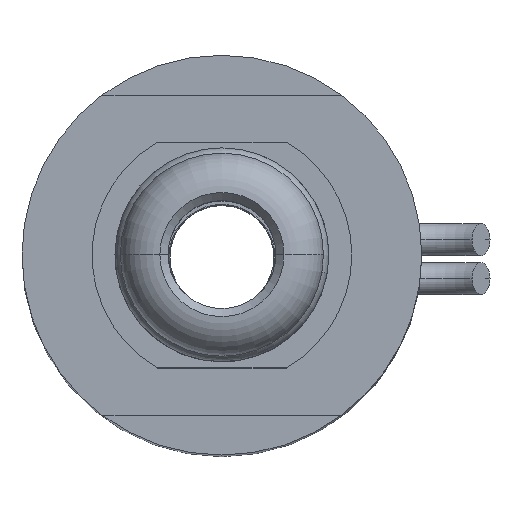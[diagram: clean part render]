
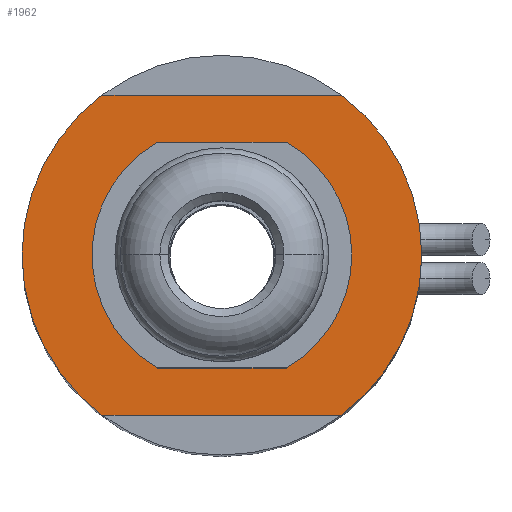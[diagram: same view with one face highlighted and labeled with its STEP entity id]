
A CAD part, top view. The second image highlights one B-rep face of the part: STEP entity #1962.
In plain terms, the highlighted planar face has unit normal (0, 0, 1).
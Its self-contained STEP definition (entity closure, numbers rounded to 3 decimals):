
#9 = ORIENTED_EDGE ( 'NONE', *, *, #1494, .T. ) ;
#59 = DIRECTION ( 'NONE',  ( 1., 0., 0. ) ) ;
#65 = AXIS2_PLACEMENT_3D ( 'NONE', #2351, #4597, #1969 ) ;
#165 = DIRECTION ( 'NONE',  ( 0., 0., 1. ) ) ;
#233 = VERTEX_POINT ( 'NONE', #1978 ) ;
#340 = CARTESIAN_POINT ( 'NONE',  ( -1.652, -2.985, 8.697 ) ) ;
#383 = DIRECTION ( 'NONE',  ( 0., 0., 1. ) ) ;
#715 = VECTOR ( 'NONE', #3714, 1000. ) ;
#768 = ORIENTED_EDGE ( 'NONE', *, *, #4018, .T. ) ;
#770 = ORIENTED_EDGE ( 'NONE', *, *, #1904, .T. ) ;
#791 = AXIS2_PLACEMENT_3D ( 'NONE', #4068, #3342, #4457 ) ;
#821 = ORIENTED_EDGE ( 'NONE', *, *, #1053, .T. ) ;
#1011 = VERTEX_POINT ( 'NONE', #340 ) ;
#1016 = CARTESIAN_POINT ( 'NONE',  ( 6.348, -6.985, 8.697 ) ) ;
#1053 = EDGE_CURVE ( 'NONE', #1124, #1011, #1574, .T. ) ;
#1073 = CARTESIAN_POINT ( 'NONE',  ( 3.348, 1.015, 8.697 ) ) ;
#1091 = CIRCLE ( 'NONE', #1135, 5. ) ;
#1124 = VERTEX_POINT ( 'NONE', #1845 ) ;
#1135 = AXIS2_PLACEMENT_3D ( 'NONE', #1929, #2314, #59 ) ;
#1203 = ORIENTED_EDGE ( 'NONE', *, *, #2800, .F. ) ;
#1229 = VERTEX_POINT ( 'NONE', #1016 ) ;
#1255 = FACE_OUTER_BOUND ( 'NONE', #4353, .T. ) ;
#1309 = CIRCLE ( 'NONE', #65, 5. ) ;
#1315 = CARTESIAN_POINT ( 'NONE',  ( 5.998, -2.985, 8.697 ) ) ;
#1462 = EDGE_LOOP ( 'NONE', ( #1203, #2743 ) ) ;
#1467 = DIRECTION ( 'NONE',  ( 1., 0., 0. ) ) ;
#1494 = EDGE_CURVE ( 'NONE', #3761, #1124, #2709, .T. ) ;
#1545 = VERTEX_POINT ( 'NONE', #1315 ) ;
#1574 = CIRCLE ( 'NONE', #3522, 5. ) ;
#1661 = DIRECTION ( 'NONE',  ( 1., 0., 0. ) ) ;
#1703 = CARTESIAN_POINT ( 'NONE',  ( 3.348, -2.985, 8.697 ) ) ;
#1804 = LINE ( 'NONE', #4653, #2689 ) ;
#1845 = CARTESIAN_POINT ( 'NONE',  ( 0.348, 1.015, 8.697 ) ) ;
#1846 = CARTESIAN_POINT ( 'NONE',  ( 3.348, -2.985, 8.697 ) ) ;
#1904 = EDGE_CURVE ( 'NONE', #2521, #3761, #1091, .T. ) ;
#1929 = CARTESIAN_POINT ( 'NONE',  ( 3.348, -2.985, 8.697 ) ) ;
#1962 = ADVANCED_FACE ( 'NONE', ( #2258, #1255 ), #2369, .T. ) ;
#1969 = DIRECTION ( 'NONE',  ( 1., 0., 0. ) ) ;
#1978 = CARTESIAN_POINT ( 'NONE',  ( 0.348, -6.985, 8.697 ) ) ;
#2092 = DIRECTION ( 'NONE',  ( 0., 0., 1. ) ) ;
#2258 = FACE_BOUND ( 'NONE', #1462, .T. ) ;
#2297 = VERTEX_POINT ( 'NONE', #3021 ) ;
#2314 = DIRECTION ( 'NONE',  ( 0., 0., 1. ) ) ;
#2351 = CARTESIAN_POINT ( 'NONE',  ( 3.348, -2.985, 8.697 ) ) ;
#2369 = PLANE ( 'NONE',  #791 ) ;
#2421 = CARTESIAN_POINT ( 'NONE',  ( 3.348, -2.985, 8.697 ) ) ;
#2521 = VERTEX_POINT ( 'NONE', #4879 ) ;
#2624 = CIRCLE ( 'NONE', #4760, 2.65 ) ;
#2631 = CARTESIAN_POINT ( 'NONE',  ( 3.348, -2.985, 8.697 ) ) ;
#2689 = VECTOR ( 'NONE', #1661, 1000. ) ;
#2709 = LINE ( 'NONE', #1073, #715 ) ;
#2724 = CIRCLE ( 'NONE', #4541, 2.65 ) ;
#2743 = ORIENTED_EDGE ( 'NONE', *, *, #3258, .F. ) ;
#2787 = CIRCLE ( 'NONE', #2940, 5. ) ;
#2800 = EDGE_CURVE ( 'NONE', #1545, #2297, #2724, .T. ) ;
#2809 = DIRECTION ( 'NONE',  ( 1., 0., 0. ) ) ;
#2940 = AXIS2_PLACEMENT_3D ( 'NONE', #1846, #2956, #1467 ) ;
#2942 = EDGE_CURVE ( 'NONE', #1011, #233, #2787, .T. ) ;
#2956 = DIRECTION ( 'NONE',  ( 0., 0., 1. ) ) ;
#3021 = CARTESIAN_POINT ( 'NONE',  ( 0.698, -2.985, 8.697 ) ) ;
#3025 = DIRECTION ( 'NONE',  ( 1., 0., 0. ) ) ;
#3038 = EDGE_CURVE ( 'NONE', #1229, #2521, #1309, .T. ) ;
#3258 = EDGE_CURVE ( 'NONE', #2297, #1545, #2624, .T. ) ;
#3304 = ORIENTED_EDGE ( 'NONE', *, *, #3038, .T. ) ;
#3342 = DIRECTION ( 'NONE',  ( 0., 0., 1. ) ) ;
#3522 = AXIS2_PLACEMENT_3D ( 'NONE', #2631, #383, #3025 ) ;
#3595 = DIRECTION ( 'NONE',  ( 1., 0., 0. ) ) ;
#3714 = DIRECTION ( 'NONE',  ( -1., 0., 0. ) ) ;
#3761 = VERTEX_POINT ( 'NONE', #4563 ) ;
#4018 = EDGE_CURVE ( 'NONE', #233, #1229, #1804, .T. ) ;
#4068 = CARTESIAN_POINT ( 'NONE',  ( 3.348, -2.985, 8.697 ) ) ;
#4353 = EDGE_LOOP ( 'NONE', ( #3304, #770, #9, #821, #4507, #768 ) ) ;
#4457 = DIRECTION ( 'NONE',  ( 1., 0., 0. ) ) ;
#4507 = ORIENTED_EDGE ( 'NONE', *, *, #2942, .T. ) ;
#4541 = AXIS2_PLACEMENT_3D ( 'NONE', #1703, #2092, #3595 ) ;
#4563 = CARTESIAN_POINT ( 'NONE',  ( 6.348, 1.015, 8.697 ) ) ;
#4597 = DIRECTION ( 'NONE',  ( 0., 0., 1. ) ) ;
#4653 = CARTESIAN_POINT ( 'NONE',  ( 3.348, -6.985, 8.697 ) ) ;
#4760 = AXIS2_PLACEMENT_3D ( 'NONE', #2421, #165, #2809 ) ;
#4879 = CARTESIAN_POINT ( 'NONE',  ( 8.348, -2.985, 8.697 ) ) ;
